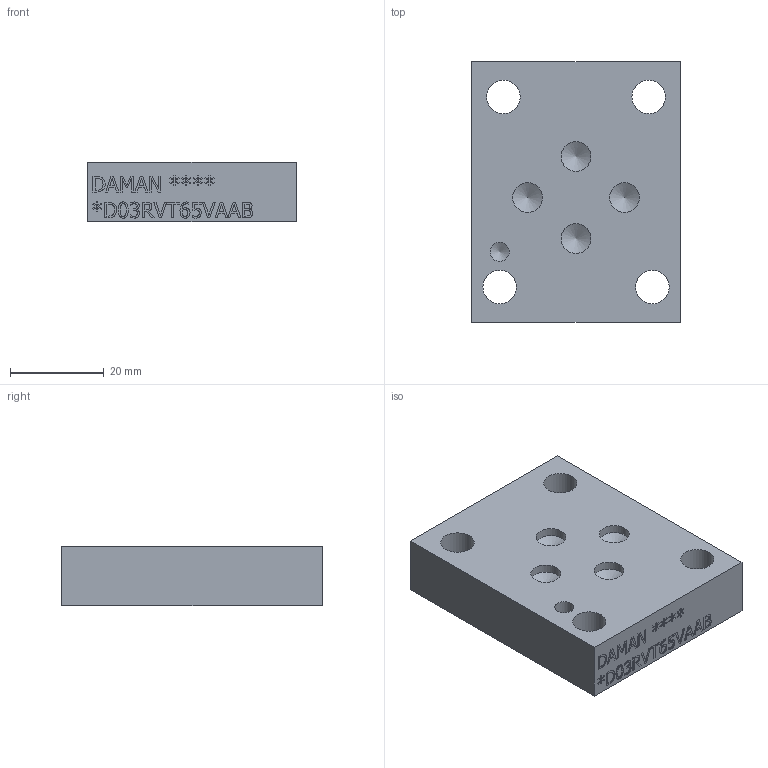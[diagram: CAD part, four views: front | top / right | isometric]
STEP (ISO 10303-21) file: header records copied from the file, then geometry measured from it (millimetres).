
FILE_DESCRIPTION(/* description */ (''),/* implementation_level */ '2;1');
FILE_NAME(/* name */ '_D03RVT65VAAB.stp',/* time_stamp */ '2021-12-29T14:07:05-05:00',/* author */ ('jrf'),/* organization */ (''),/* preprocessor_version */ 'ST-DEVELOPER v18.1',/* originating_system */ 'Autodesk Inventor 2022',/* authorisation */ '');
FILE_SCHEMA (('AUTOMOTIVE_DESIGN { 1 0 10303 214 3 1 1 }'));
Length unit declared in the file: millimetre
Products named in the file (1): Part_DD03RVT65VAAB.B01761R1_3D
Bounding box: 44.45 x 55.58 x 12.7 mm (x, y, z)
Volume: 27912 mm3; surface area: 8919.3 mm2
Topology: 1 solids, 1 shells, 394 faces, 1062 edges, 705 vertices
Faces by surface type: plane 268, bspline 100, cylinder 17, cone 9
Full cylindrical faces by diameter (mm): 4.039 x1, 6.35 x4, 7.137 x4, 7.925 x4, 12.7 x4
Entity records: 13072 total; most frequent: CARTESIAN_POINT 3453, ORIENTED_EDGE 2106, DIRECTION 1477, EDGE_CURVE 1053, LINE 819, VECTOR 819, VERTEX_POINT 705, EDGE_LOOP 446
